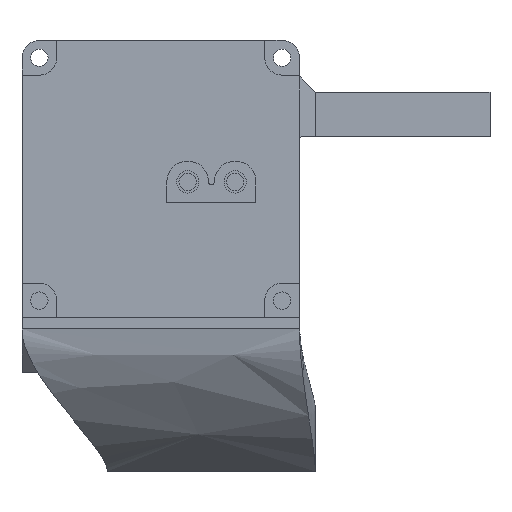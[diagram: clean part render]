
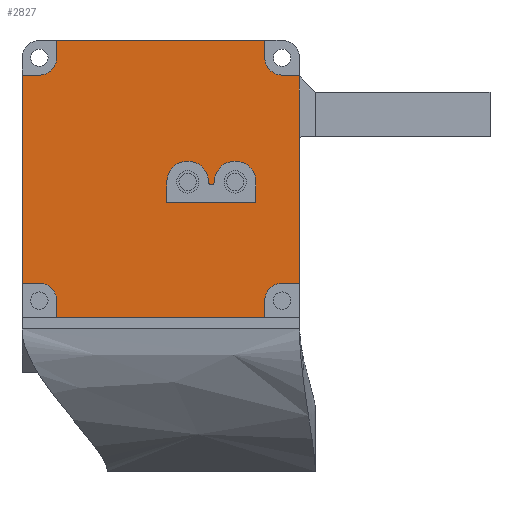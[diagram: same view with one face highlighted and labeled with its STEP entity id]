
A CAD part, front view. The second image highlights one B-rep face of the part: STEP entity #2827.
In plain terms, the highlighted planar face has unit normal (0, -1, 0).
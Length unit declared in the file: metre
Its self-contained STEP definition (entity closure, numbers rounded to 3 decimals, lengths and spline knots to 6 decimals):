
#118=CIRCLE('',#3035,0.003);
#119=CIRCLE('',#3036,0.000425);
#120=CIRCLE('',#3037,0.003);
#121=CIRCLE('',#3038,0.0025);
#122=CIRCLE('',#3039,0.0025);
#123=CIRCLE('',#3040,0.0025);
#124=CIRCLE('',#3041,0.0025);
#353=ORIENTED_EDGE('',*,*,#1142,.T.);
#354=ORIENTED_EDGE('',*,*,#1143,.T.);
#355=ORIENTED_EDGE('',*,*,#1144,.F.);
#356=ORIENTED_EDGE('',*,*,#1145,.F.);
#357=ORIENTED_EDGE('',*,*,#1146,.F.);
#358=ORIENTED_EDGE('',*,*,#1147,.F.);
#359=ORIENTED_EDGE('',*,*,#1148,.F.);
#360=ORIENTED_EDGE('',*,*,#1149,.T.);
#361=ORIENTED_EDGE('',*,*,#1123,.T.);
#362=ORIENTED_EDGE('',*,*,#1150,.F.);
#363=ORIENTED_EDGE('',*,*,#1151,.F.);
#364=ORIENTED_EDGE('',*,*,#1152,.T.);
#365=ORIENTED_EDGE('',*,*,#1039,.T.);
#366=ORIENTED_EDGE('',*,*,#1153,.T.);
#367=ORIENTED_EDGE('',*,*,#997,.T.);
#368=ORIENTED_EDGE('',*,*,#1154,.F.);
#369=ORIENTED_EDGE('',*,*,#1155,.F.);
#370=ORIENTED_EDGE('',*,*,#1156,.T.);
#371=ORIENTED_EDGE('',*,*,#1157,.T.);
#372=ORIENTED_EDGE('',*,*,#1158,.F.);
#373=ORIENTED_EDGE('',*,*,#1159,.F.);
#374=ORIENTED_EDGE('',*,*,#1160,.T.);
#375=ORIENTED_EDGE('',*,*,#1089,.T.);
#376=ORIENTED_EDGE('',*,*,#1161,.F.);
#997=EDGE_CURVE('',#1398,#1399,#1678,.T.);
#1039=EDGE_CURVE('',#1441,#1440,#1707,.T.);
#1089=EDGE_CURVE('',#1484,#1483,#1757,.T.);
#1123=EDGE_CURVE('',#1513,#1512,#1778,.T.);
#1142=EDGE_CURVE('',#1530,#1531,#1791,.T.);
#1143=EDGE_CURVE('',#1531,#1532,#1792,.T.);
#1144=EDGE_CURVE('',#1533,#1532,#118,.F.);
#1145=EDGE_CURVE('',#1534,#1533,#119,.T.);
#1146=EDGE_CURVE('',#1535,#1534,#120,.F.);
#1147=EDGE_CURVE('',#1530,#1535,#1793,.T.);
#1148=EDGE_CURVE('',#1536,#1537,#121,.T.);
#1149=EDGE_CURVE('',#1536,#1513,#1794,.T.);
#1150=EDGE_CURVE('',#1538,#1512,#1795,.T.);
#1151=EDGE_CURVE('',#1539,#1538,#122,.T.);
#1152=EDGE_CURVE('',#1539,#1441,#1796,.T.);
#1153=EDGE_CURVE('',#1440,#1398,#1797,.T.);
#1154=EDGE_CURVE('',#1540,#1399,#1798,.T.);
#1155=EDGE_CURVE('',#1541,#1540,#123,.T.);
#1156=EDGE_CURVE('',#1541,#1542,#1799,.T.);
#1157=EDGE_CURVE('',#1542,#1543,#1800,.T.);
#1158=EDGE_CURVE('',#1544,#1543,#1801,.T.);
#1159=EDGE_CURVE('',#1545,#1544,#124,.T.);
#1160=EDGE_CURVE('',#1545,#1484,#1802,.T.);
#1161=EDGE_CURVE('',#1537,#1483,#1803,.T.);
#1398=VERTEX_POINT('',#4038);
#1399=VERTEX_POINT('',#4039);
#1440=VERTEX_POINT('',#4127);
#1441=VERTEX_POINT('',#4129);
#1483=VERTEX_POINT('',#4221);
#1484=VERTEX_POINT('',#4223);
#1512=VERTEX_POINT('',#4289);
#1513=VERTEX_POINT('',#4291);
#1530=VERTEX_POINT('',#4329);
#1531=VERTEX_POINT('',#4330);
#1532=VERTEX_POINT('',#4332);
#1533=VERTEX_POINT('',#4334);
#1534=VERTEX_POINT('',#4336);
#1535=VERTEX_POINT('',#4338);
#1536=VERTEX_POINT('',#4341);
#1537=VERTEX_POINT('',#4342);
#1538=VERTEX_POINT('',#4345);
#1539=VERTEX_POINT('',#4347);
#1540=VERTEX_POINT('',#4351);
#1541=VERTEX_POINT('',#4353);
#1542=VERTEX_POINT('',#4355);
#1543=VERTEX_POINT('',#4357);
#1544=VERTEX_POINT('',#4359);
#1545=VERTEX_POINT('',#4361);
#1678=LINE('',#4037,#1955);
#1707=LINE('',#4128,#1984);
#1757=LINE('',#4222,#2034);
#1778=LINE('',#4290,#2055);
#1791=LINE('',#4328,#2068);
#1792=LINE('',#4331,#2069);
#1793=LINE('',#4339,#2070);
#1794=LINE('',#4343,#2071);
#1795=LINE('',#4344,#2072);
#1796=LINE('',#4348,#2073);
#1797=LINE('',#4349,#2074);
#1798=LINE('',#4350,#2075);
#1799=LINE('',#4354,#2076);
#1800=LINE('',#4356,#2077);
#1801=LINE('',#4358,#2078);
#1802=LINE('',#4362,#2079);
#1803=LINE('',#4363,#2080);
#1955=VECTOR('',#3248,1.);
#1984=VECTOR('',#3315,1.);
#2034=VECTOR('',#3367,1.);
#2055=VECTOR('',#3424,1.);
#2068=VECTOR('',#3453,1.);
#2069=VECTOR('',#3454,1.);
#2070=VECTOR('',#3461,1.);
#2071=VECTOR('',#3464,1.);
#2072=VECTOR('',#3465,1.);
#2073=VECTOR('',#3468,1.);
#2074=VECTOR('',#3469,1.);
#2075=VECTOR('',#3470,1.);
#2076=VECTOR('',#3473,1.);
#2077=VECTOR('',#3474,1.);
#2078=VECTOR('',#3475,1.);
#2079=VECTOR('',#3478,1.);
#2080=VECTOR('',#3479,1.);
#2266=EDGE_LOOP('',(#353,#354,#355,#356,#357,#358));
#2267=EDGE_LOOP('',(#359,#360,#361,#362,#363,#364,#365,#366,#367,#368,#369,
#370,#371,#372,#373,#374,#375,#376));
#2505=FACE_BOUND('',#2266,.T.);
#2506=FACE_BOUND('',#2267,.T.);
#2722=PLANE('',#3034);
#2827=ADVANCED_FACE('',(#2505,#2506),#2722,.T.);
#3034=AXIS2_PLACEMENT_3D('',#4327,#3451,#3452);
#3035=AXIS2_PLACEMENT_3D('',#4333,#3455,#3456);
#3036=AXIS2_PLACEMENT_3D('',#4335,#3457,#3458);
#3037=AXIS2_PLACEMENT_3D('',#4337,#3459,#3460);
#3038=AXIS2_PLACEMENT_3D('',#4340,#3462,#3463);
#3039=AXIS2_PLACEMENT_3D('',#4346,#3466,#3467);
#3040=AXIS2_PLACEMENT_3D('',#4352,#3471,#3472);
#3041=AXIS2_PLACEMENT_3D('',#4360,#3476,#3477);
#3248=DIRECTION('',(0.,0.,1.));
#3315=DIRECTION('',(0.,0.,1.));
#3367=DIRECTION('',(0.,0.,-1.));
#3424=DIRECTION('',(1.,0.,0.));
#3451=DIRECTION('',(0.,-1.,0.));
#3452=DIRECTION('',(1.,0.,0.));
#3453=DIRECTION('',(-1.,0.,0.));
#3454=DIRECTION('',(0.,0.,1.));
#3455=DIRECTION('',(0.,1.,0.));
#3456=DIRECTION('',(0.,0.,1.));
#3457=DIRECTION('',(0.,1.,0.));
#3458=DIRECTION('',(0.,0.,1.));
#3459=DIRECTION('',(0.,1.,0.));
#3460=DIRECTION('',(0.,0.,1.));
#3461=DIRECTION('',(0.,0.,1.));
#3462=DIRECTION('',(0.,-1.,0.));
#3463=DIRECTION('',(0.,0.,-1.));
#3464=DIRECTION('',(0.,0.,-1.));
#3465=DIRECTION('',(0.,0.,-1.));
#3466=DIRECTION('',(0.,-1.,0.));
#3467=DIRECTION('',(0.,0.,-1.));
#3468=DIRECTION('',(1.,0.,0.));
#3469=DIRECTION('',(0.,0.,1.));
#3470=DIRECTION('',(1.,0.,0.));
#3471=DIRECTION('',(0.,-1.,0.));
#3472=DIRECTION('',(0.,0.,-1.));
#3473=DIRECTION('',(0.,0.,1.));
#3474=DIRECTION('',(-1.,0.,0.));
#3475=DIRECTION('',(0.,0.,1.));
#3476=DIRECTION('',(0.,-1.,0.));
#3477=DIRECTION('',(0.,0.,-1.));
#3478=DIRECTION('',(-1.,0.,0.));
#3479=DIRECTION('',(-1.,0.,0.));
#4037=CARTESIAN_POINT('',(0.106025,0.149927,-0.00615));
#4038=CARTESIAN_POINT('',(0.106025,0.149927,0.008731));
#4039=CARTESIAN_POINT('',(0.106025,0.149927,0.00885));
#4127=CARTESIAN_POINT('',(0.106025,0.149927,-0.000254));
#4128=CARTESIAN_POINT('',(0.106025,0.149927,-0.00615));
#4129=CARTESIAN_POINT('',(0.106025,0.149927,-0.02115));
#4221=CARTESIAN_POINT('',(0.066025,0.149927,-0.02115));
#4222=CARTESIAN_POINT('',(0.066025,0.149927,-0.00615));
#4223=CARTESIAN_POINT('',(0.066025,0.149927,0.00885));
#4289=CARTESIAN_POINT('',(0.101025,0.149927,-0.02615));
#4290=CARTESIAN_POINT('',(0.086025,0.149927,-0.02615));
#4291=CARTESIAN_POINT('',(0.071025,0.149927,-0.02615));
#4327=CARTESIAN_POINT('',(0.099363,0.149927,-0.00615));
#4328=CARTESIAN_POINT('',(0.093331,0.149927,-0.0095));
#4329=CARTESIAN_POINT('',(0.099756,0.149927,-0.0095));
#4330=CARTESIAN_POINT('',(0.086906,0.149927,-0.0095));
#4331=CARTESIAN_POINT('',(0.086906,0.149927,-0.008025));
#4332=CARTESIAN_POINT('',(0.086906,0.149927,-0.00655));
#4333=CARTESIAN_POINT('',(0.089906,0.149927,-0.00655));
#4334=CARTESIAN_POINT('',(0.092906,0.149927,-0.00655));
#4335=CARTESIAN_POINT('',(0.093331,0.149927,-0.00655));
#4336=CARTESIAN_POINT('',(0.093756,0.149927,-0.00655));
#4337=CARTESIAN_POINT('',(0.096756,0.149927,-0.00655));
#4338=CARTESIAN_POINT('',(0.099756,0.149927,-0.00655));
#4339=CARTESIAN_POINT('',(0.099756,0.149927,-0.008025));
#4340=CARTESIAN_POINT('',(0.068525,0.149927,-0.02365));
#4341=CARTESIAN_POINT('',(0.071025,0.149927,-0.02365));
#4342=CARTESIAN_POINT('',(0.068525,0.149927,-0.02115));
#4343=CARTESIAN_POINT('',(0.071025,0.149927,-0.0249));
#4344=CARTESIAN_POINT('',(0.101025,0.149927,-0.0249));
#4345=CARTESIAN_POINT('',(0.101025,0.149927,-0.02365));
#4346=CARTESIAN_POINT('',(0.103525,0.149927,-0.02365));
#4347=CARTESIAN_POINT('',(0.103525,0.149927,-0.02115));
#4348=CARTESIAN_POINT('',(0.104775,0.149927,-0.02115));
#4349=CARTESIAN_POINT('',(0.106025,0.149927,-0.00615));
#4350=CARTESIAN_POINT('',(0.104775,0.149927,0.00885));
#4351=CARTESIAN_POINT('',(0.103525,0.149927,0.00885));
#4352=CARTESIAN_POINT('',(0.103525,0.149927,0.01135));
#4353=CARTESIAN_POINT('',(0.101025,0.149927,0.01135));
#4354=CARTESIAN_POINT('',(0.101025,0.149927,0.0126));
#4355=CARTESIAN_POINT('',(0.101025,0.149927,0.01385));
#4356=CARTESIAN_POINT('',(0.086025,0.149927,0.01385));
#4357=CARTESIAN_POINT('',(0.071025,0.149927,0.01385));
#4358=CARTESIAN_POINT('',(0.071025,0.149927,0.0126));
#4359=CARTESIAN_POINT('',(0.071025,0.149927,0.01135));
#4360=CARTESIAN_POINT('',(0.068525,0.149927,0.01135));
#4361=CARTESIAN_POINT('',(0.068525,0.149927,0.00885));
#4362=CARTESIAN_POINT('',(0.067275,0.149927,0.00885));
#4363=CARTESIAN_POINT('',(0.067275,0.149927,-0.02115));
